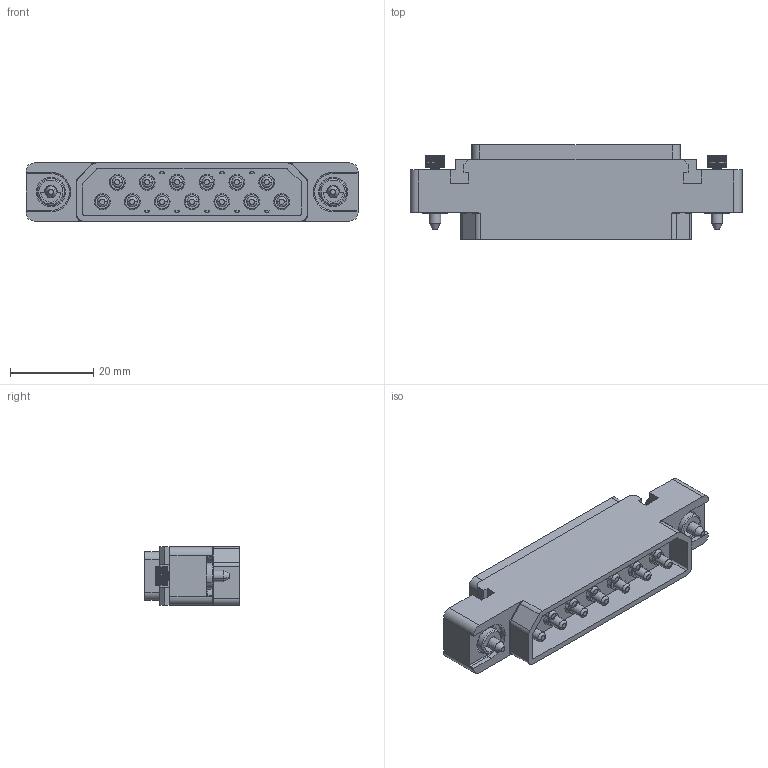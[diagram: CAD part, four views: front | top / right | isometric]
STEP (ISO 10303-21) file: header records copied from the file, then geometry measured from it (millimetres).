
FILE_DESCRIPTION((''),'2;1');
FILE_NAME('1900ND05P1A00B','2019-10-29T',('presta_be4'),(''),'CREO PARAMETRIC BY PTC INC, 2018360','CREO PARAMETRIC BY PTC INC, 2018360','');
FILE_SCHEMA(('CONFIG_CONTROL_DESIGN'));
Products named in the file (1): 1900ND05P1A00B
Bounding box: 80 x 22.85 x 14 mm (x, y, z)
Volume: 13805.9 mm3; surface area: 14935.4 mm2
Topology: 3 solids, 16 shells, 1971 faces, 4691 edges, 2843 vertices
Faces by surface type: cylinder 704, plane 557, torus 374, cone 296, extrusion 28, bspline 12
Entity records: 59555 total; most frequent: CARTESIAN_POINT 13200, DIRECTION 10287, ORIENTED_EDGE 9322, EDGE_CURVE 4661, AXIS2_PLACEMENT_3D 4148, VERTEX_POINT 2843, CIRCLE 2217, EDGE_LOOP 2202
